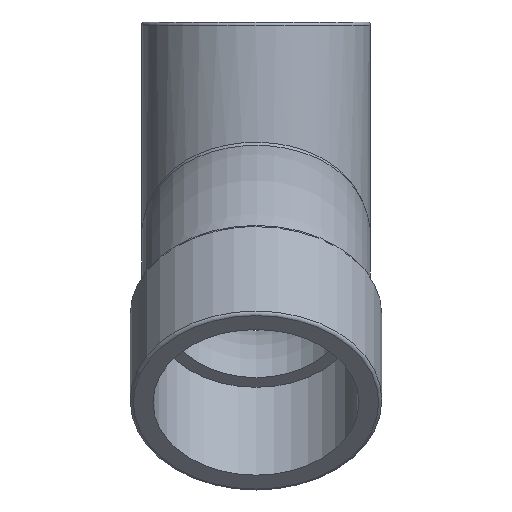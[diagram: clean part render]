
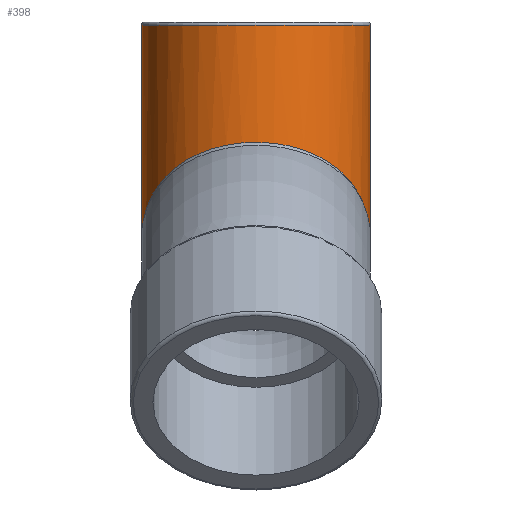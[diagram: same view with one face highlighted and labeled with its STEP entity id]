
A CAD part, left-side view. The second image highlights one B-rep face of the part: STEP entity #398.
In plain terms, the highlighted cylindrical face has radius 35 mm (diameter 70 mm), a full revolution.
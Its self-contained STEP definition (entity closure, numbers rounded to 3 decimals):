
#17=LINE('',#1544,#24);
#24=VECTOR('',#539,35.);
#31=CYLINDRICAL_SURFACE('',#457,35.);
#75=FACE_OUTER_BOUND('',#106,.T.);
#106=EDGE_LOOP('',(#322,#323,#324,#325,#326,#327,#328));
#131=B_SPLINE_CURVE_WITH_KNOTS('',3,(#1199,#1200,#1201,#1202,#1203,#1204,
#1205,#1206,#1207,#1208,#1209,#1210,#1211,#1212,#1213,#1214,#1215,#1216,
#1217,#1218,#1219,#1220,#1221,#1222,#1223,#1224,#1225,#1226,#1227,#1228,
#1229,#1230,#1231,#1232),.UNSPECIFIED.,.F.,.F.,(4,2,1,1,1,1,1,1,1,1,1,1,
1,1,1,1,1,1,1,1,1,1,1,1,1,1,1,1,2,4),(-13.093,-13.09,
-12.436,-11.781,-11.127,-10.472,
-9.163,-8.509,-7.854,-7.2,
-6.545,-5.891,-5.236,-4.909,
-4.582,-4.254,-3.927,-3.6,
-3.273,-2.945,-2.618,-2.291,
-1.964,-1.636,-1.309,-0.982,
-0.655,-0.327,0.,0.003),
 .UNSPECIFIED.);
#133=B_SPLINE_CURVE_WITH_KNOTS('',3,(#1424,#1425,#1426,#1427,#1428,#1429,
#1430,#1431,#1432,#1433,#1434,#1435,#1436,#1437,#1438,#1439,#1440),
 .UNSPECIFIED.,.F.,.F.,(4,2,1,1,1,1,1,1,1,1,1,1,1,4),(-13.093,
-13.09,-12.436,-11.781,-11.127,
-10.472,-9.818,-9.163,-8.509,
-7.854,-7.527,-7.2,-6.872,
-6.545),.UNSPECIFIED.);
#134=B_SPLINE_CURVE_WITH_KNOTS('',3,(#1441,#1442,#1443,#1444,#1445,#1446,
#1447,#1448,#1449,#1450,#1451,#1452,#1453,#1454,#1455,#1456,#1457,#1458,
#1459,#1460,#1461,#1462,#1463,#1464,#1465,#1466),.UNSPECIFIED.,.F.,.F.,
(4,1,1,1,1,1,1,1,1,1,1,1,1,1,1,1,1,1,1,1,1,2,4),(-6.545,-6.545,
-6.218,-5.891,-5.563,-5.236,
-4.909,-4.582,-4.254,-3.927,
-3.6,-3.273,-2.945,-2.618,
-2.291,-1.964,-1.636,-1.309,
-0.982,-0.655,-0.327,0.,0.003),
 .UNSPECIFIED.);
#159=CIRCLE('',#453,35.);
#160=CIRCLE('',#454,35.);
#180=VERTEX_POINT('',#1197);
#181=VERTEX_POINT('',#1198);
#182=VERTEX_POINT('',#1423);
#192=VERTEX_POINT('',#1535);
#193=VERTEX_POINT('',#1537);
#222=EDGE_CURVE('',#180,#181,#131,.T.);
#224=EDGE_CURVE('',#181,#182,#133,.T.);
#225=EDGE_CURVE('',#182,#180,#134,.T.);
#241=EDGE_CURVE('',#192,#193,#159,.T.);
#242=EDGE_CURVE('',#193,#192,#160,.T.);
#244=EDGE_CURVE('',#182,#193,#17,.T.);
#322=ORIENTED_EDGE('',*,*,#224,.F.);
#323=ORIENTED_EDGE('',*,*,#222,.F.);
#324=ORIENTED_EDGE('',*,*,#225,.F.);
#325=ORIENTED_EDGE('',*,*,#244,.T.);
#326=ORIENTED_EDGE('',*,*,#241,.F.);
#327=ORIENTED_EDGE('',*,*,#242,.F.);
#328=ORIENTED_EDGE('',*,*,#244,.F.);
#398=ADVANCED_FACE('',(#75),#31,.T.);
#453=AXIS2_PLACEMENT_3D('',#1538,#529,#530);
#454=AXIS2_PLACEMENT_3D('',#1539,#531,#532);
#457=AXIS2_PLACEMENT_3D('',#1543,#537,#538);
#529=DIRECTION('center_axis',(0.,0.,1.));
#530=DIRECTION('ref_axis',(1.,0.,0.));
#531=DIRECTION('center_axis',(0.,0.,1.));
#532=DIRECTION('ref_axis',(1.,0.,0.));
#537=DIRECTION('center_axis',(0.,0.,-1.));
#538=DIRECTION('ref_axis',(-1.,0.,0.));
#539=DIRECTION('',(0.,0.,1.));
#1197=CARTESIAN_POINT('',(0.,-35.,0.));
#1198=CARTESIAN_POINT('',(0.,35.,0.));
#1199=CARTESIAN_POINT('Ctrl Pts',(0.,-35.,0.));
#1200=CARTESIAN_POINT('Ctrl Pts',(-0.007,-35.,0.007));
#1201=CARTESIAN_POINT('Ctrl Pts',(-0.013,-35.,
0.014));
#1202=CARTESIAN_POINT('Ctrl Pts',(-1.519,-35.,1.562));
#1203=CARTESIAN_POINT('Ctrl Pts',(-4.581,-34.801,4.617));
#1204=CARTESIAN_POINT('Ctrl Pts',(-9.223,-33.88,9.));
#1205=CARTESIAN_POINT('Ctrl Pts',(-13.891,-32.254,13.193));
#1206=CARTESIAN_POINT('Ctrl Pts',(-19.969,-29.114,18.412));
#1207=CARTESIAN_POINT('Ctrl Pts',(-25.648,-24.355,22.99));
#1208=CARTESIAN_POINT('Ctrl Pts',(-30.219,-17.995,26.525));
#1209=CARTESIAN_POINT('Ctrl Pts',(-32.899,-12.476,28.552));
#1210=CARTESIAN_POINT('Ctrl Pts',(-34.603,-6.406,29.819));
#1211=CARTESIAN_POINT('Ctrl Pts',(-35.2,0.006,
30.26));
#1212=CARTESIAN_POINT('Ctrl Pts',(-34.604,6.399,29.82));
#1213=CARTESIAN_POINT('Ctrl Pts',(-33.179,11.478,28.76));
#1214=CARTESIAN_POINT('Ctrl Pts',(-31.561,15.229,27.54));
#1215=CARTESIAN_POINT('Ctrl Pts',(-30.122,17.908,26.445));
#1216=CARTESIAN_POINT('Ctrl Pts',(-28.499,20.387,25.195));
#1217=CARTESIAN_POINT('Ctrl Pts',(-26.724,22.662,23.811));
#1218=CARTESIAN_POINT('Ctrl Pts',(-24.799,24.752,22.287));
#1219=CARTESIAN_POINT('Ctrl Pts',(-22.756,26.64,20.645));
#1220=CARTESIAN_POINT('Ctrl Pts',(-20.618,28.325,18.896));
#1221=CARTESIAN_POINT('Ctrl Pts',(-18.424,29.796,17.067));
#1222=CARTESIAN_POINT('Ctrl Pts',(-16.171,31.075,15.151));
#1223=CARTESIAN_POINT('Ctrl Pts',(-13.875,32.165,13.156));
#1224=CARTESIAN_POINT('Ctrl Pts',(-11.552,33.069,11.093));
#1225=CARTESIAN_POINT('Ctrl Pts',(-9.227,33.79,8.977));
#1226=CARTESIAN_POINT('Ctrl Pts',(-6.904,34.34,6.81));
#1227=CARTESIAN_POINT('Ctrl Pts',(-4.584,34.725,4.589));
#1228=CARTESIAN_POINT('Ctrl Pts',(-2.284,34.95,2.325));
#1229=CARTESIAN_POINT('Ctrl Pts',(-0.77,35.,0.792));
#1230=CARTESIAN_POINT('Ctrl Pts',(-0.013,35.,
0.014));
#1231=CARTESIAN_POINT('Ctrl Pts',(-0.007,35.,0.007));
#1232=CARTESIAN_POINT('Ctrl Pts',(0.,35.,0.));
#1423=CARTESIAN_POINT('',(35.,0.,30.112));
#1424=CARTESIAN_POINT('Ctrl Pts',(0.,35.,0.));
#1425=CARTESIAN_POINT('Ctrl Pts',(0.007,35.,0.007));
#1426=CARTESIAN_POINT('Ctrl Pts',(0.013,35.,0.014));
#1427=CARTESIAN_POINT('Ctrl Pts',(1.52,34.999,1.563));
#1428=CARTESIAN_POINT('Ctrl Pts',(4.579,34.803,4.615));
#1429=CARTESIAN_POINT('Ctrl Pts',(9.226,33.877,9.003));
#1430=CARTESIAN_POINT('Ctrl Pts',(13.888,32.258,13.19));
#1431=CARTESIAN_POINT('Ctrl Pts',(18.456,29.891,17.112));
#1432=CARTESIAN_POINT('Ctrl Pts',(22.795,26.748,20.691));
#1433=CARTESIAN_POINT('Ctrl Pts',(26.802,22.753,23.883));
#1434=CARTESIAN_POINT('Ctrl Pts',(30.21,18.008,26.518));
#1435=CARTESIAN_POINT('Ctrl Pts',(32.458,13.383,28.218));
#1436=CARTESIAN_POINT('Ctrl Pts',(33.747,9.451,29.182));
#1437=CARTESIAN_POINT('Ctrl Pts',(34.466,6.365,29.717));
#1438=CARTESIAN_POINT('Ctrl Pts',(34.903,3.19,30.04));
#1439=CARTESIAN_POINT('Ctrl Pts',(35.,1.062,30.112));
#1440=CARTESIAN_POINT('Ctrl Pts',(35.,0.,
30.112));
#1441=CARTESIAN_POINT('Ctrl Pts',(35.,0.,
30.112));
#1442=CARTESIAN_POINT('Ctrl Pts',(35.,-0.001,
30.112));
#1443=CARTESIAN_POINT('Ctrl Pts',(35.,-1.065,30.112));
#1444=CARTESIAN_POINT('Ctrl Pts',(34.903,-3.191,30.04));
#1445=CARTESIAN_POINT('Ctrl Pts',(34.466,-6.366,29.717));
#1446=CARTESIAN_POINT('Ctrl Pts',(33.747,-9.456,29.182));
#1447=CARTESIAN_POINT('Ctrl Pts',(32.776,-12.406,28.456));
#1448=CARTESIAN_POINT('Ctrl Pts',(31.56,-15.234,27.539));
#1449=CARTESIAN_POINT('Ctrl Pts',(30.123,-17.906,26.445));
#1450=CARTESIAN_POINT('Ctrl Pts',(28.499,-20.388,25.195));
#1451=CARTESIAN_POINT('Ctrl Pts',(26.724,-22.661,23.811));
#1452=CARTESIAN_POINT('Ctrl Pts',(24.799,-24.752,22.287));
#1453=CARTESIAN_POINT('Ctrl Pts',(22.756,-26.64,20.645));
#1454=CARTESIAN_POINT('Ctrl Pts',(20.618,-28.325,18.896));
#1455=CARTESIAN_POINT('Ctrl Pts',(18.424,-29.796,17.067));
#1456=CARTESIAN_POINT('Ctrl Pts',(16.171,-31.075,15.151));
#1457=CARTESIAN_POINT('Ctrl Pts',(13.875,-32.165,13.156));
#1458=CARTESIAN_POINT('Ctrl Pts',(11.552,-33.069,11.093));
#1459=CARTESIAN_POINT('Ctrl Pts',(9.227,-33.79,8.977));
#1460=CARTESIAN_POINT('Ctrl Pts',(6.904,-34.34,6.81));
#1461=CARTESIAN_POINT('Ctrl Pts',(4.584,-34.725,4.589));
#1462=CARTESIAN_POINT('Ctrl Pts',(2.284,-34.95,2.325));
#1463=CARTESIAN_POINT('Ctrl Pts',(0.77,-35.,0.792));
#1464=CARTESIAN_POINT('Ctrl Pts',(0.013,-35.,
0.014));
#1465=CARTESIAN_POINT('Ctrl Pts',(0.007,-35.,0.007));
#1466=CARTESIAN_POINT('Ctrl Pts',(0.,-35.,0.));
#1535=CARTESIAN_POINT('',(-35.,0.,65.894));
#1537=CARTESIAN_POINT('',(35.,0.,65.894));
#1538=CARTESIAN_POINT('Origin',(0.,0.,65.894));
#1539=CARTESIAN_POINT('Origin',(0.,0.,65.894));
#1543=CARTESIAN_POINT('Origin',(0.,0.,28.894));
#1544=CARTESIAN_POINT('',(35.,0.,28.894));
